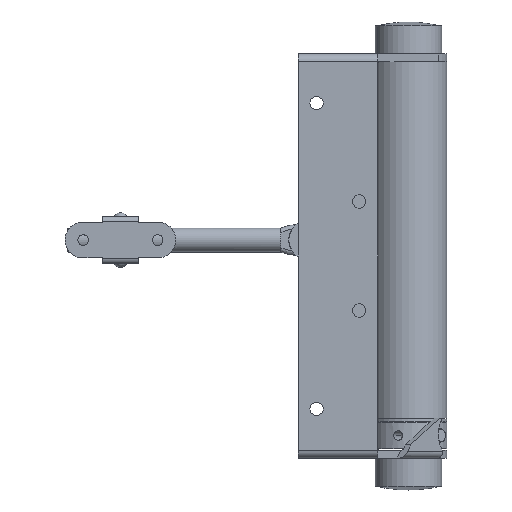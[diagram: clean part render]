
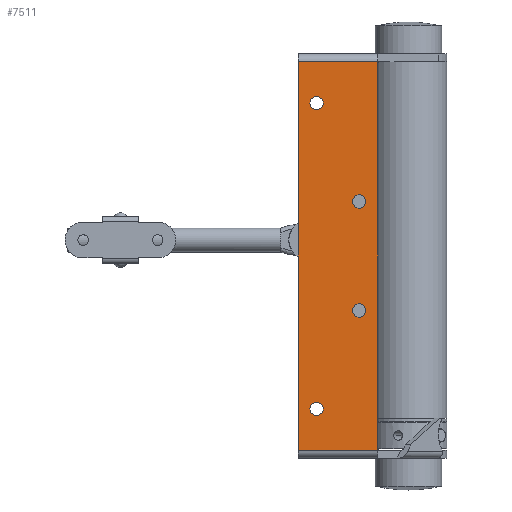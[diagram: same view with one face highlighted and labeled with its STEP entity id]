
A CAD part, front view. The second image highlights one B-rep face of the part: STEP entity #7511.
In plain terms, the highlighted planar face has unit normal (0, -1, 0).
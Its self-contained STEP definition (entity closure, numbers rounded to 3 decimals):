
#798 = CARTESIAN_POINT ( 'NONE',  ( 8., 0., -58. ) ) ;
#1406 = CARTESIAN_POINT ( 'NONE',  ( -8., 0., -18.5 ) ) ;
#1407 = AXIS2_PLACEMENT_3D ( 'NONE', #1406, #1409, #1462 ) ;
#1409 = DIRECTION ( 'NONE',  ( 0., 1., 0. ) ) ;
#1414 = CIRCLE ( 'NONE', #1407, 2.5 ) ;
#1462 = DIRECTION ( 'NONE',  ( 0., 0., 1. ) ) ;
#1728 = FACE_BOUND ( 'NONE', #9015, .T. ) ;
#1729 = FACE_BOUND ( 'NONE', #8928, .T. ) ;
#1735 = FACE_OUTER_BOUND ( 'NONE', #5337, .T. ) ;
#1736 = DIRECTION ( 'NONE',  ( 0., -1., 0. ) ) ;
#1737 = CARTESIAN_POINT ( 'NONE',  ( -15., 0., -152. ) ) ;
#1738 = FACE_BOUND ( 'NONE', #8992, .T. ) ;
#1780 = DIRECTION ( 'NONE',  ( 1., 0., 0. ) ) ;
#1787 = PLANE ( 'NONE',  #1796 ) ;
#1795 = FACE_BOUND ( 'NONE', #9025, .T. ) ;
#1796 = AXIS2_PLACEMENT_3D ( 'NONE', #1737, #1736, #1780 ) ;
#3381 = CIRCLE ( 'NONE', #3412, 2.5 ) ;
#3406 = CARTESIAN_POINT ( 'NONE',  ( -8., 0., -21. ) ) ;
#3409 = DIRECTION ( 'NONE',  ( 0., 0., 1. ) ) ;
#3410 = DIRECTION ( 'NONE',  ( 0., 1., 0. ) ) ;
#3411 = CARTESIAN_POINT ( 'NONE',  ( -8., 0., -18.5 ) ) ;
#3412 = AXIS2_PLACEMENT_3D ( 'NONE', #3411, #3410, #3409 ) ;
#3420 = CARTESIAN_POINT ( 'NONE',  ( -8., 0., -16. ) ) ;
#3880 = CARTESIAN_POINT ( 'NONE',  ( 15., 0., -149. ) ) ;
#3881 = DIRECTION ( 'NONE',  ( 1., 0., 0. ) ) ;
#3882 = LINE ( 'NONE', #3880, #3883 ) ;
#3883 = VECTOR ( 'NONE', #3881, 1000. ) ;
#4405 = ORIENTED_EDGE ( 'NONE', *, *, #7008, .T. ) ;
#4415 = EDGE_CURVE ( 'NONE', #6971, #6912, #6231, .T. ) ;
#4419 = ORIENTED_EDGE ( 'NONE', *, *, #5247, .T. ) ;
#4706 = ORIENTED_EDGE ( 'NONE', *, *, #4766, .T. ) ;
#4766 = EDGE_CURVE ( 'NONE', #7027, #7041, #7060, .T. ) ;
#4957 = CARTESIAN_POINT ( 'NONE',  ( 15., 0., -3. ) ) ;
#4980 = CARTESIAN_POINT ( 'NONE',  ( -15., 0., -152. ) ) ;
#4981 = LINE ( 'NONE', #4980, #5017 ) ;
#5010 = DIRECTION ( 'NONE',  ( 0., 0., 1. ) ) ;
#5011 = VECTOR ( 'NONE', #5010, 1000. ) ;
#5012 = CARTESIAN_POINT ( 'NONE',  ( 15., 0., -152. ) ) ;
#5013 = LINE ( 'NONE', #5012, #5011 ) ;
#5016 = DIRECTION ( 'NONE',  ( 0., 0., 1. ) ) ;
#5017 = VECTOR ( 'NONE', #5016, 1000. ) ;
#5020 = CARTESIAN_POINT ( 'NONE',  ( 15., 0., -149. ) ) ;
#5131 = CARTESIAN_POINT ( 'NONE',  ( -15., 0., -149. ) ) ;
#5143 = CARTESIAN_POINT ( 'NONE',  ( -15., 0., -3. ) ) ;
#5247 = EDGE_CURVE ( 'NONE', #7074, #7028, #6708, .T. ) ;
#5261 = ORIENTED_EDGE ( 'NONE', *, *, #7108, .T. ) ;
#5333 = ORIENTED_EDGE ( 'NONE', *, *, #5541, .T. ) ;
#5337 = EDGE_LOOP ( 'NONE', ( #5338, #5333, #5563, #5635 ) ) ;
#5338 = ORIENTED_EDGE ( 'NONE', *, *, #8946, .F. ) ;
#5398 = ORIENTED_EDGE ( 'NONE', *, *, #7032, .T. ) ;
#5541 = EDGE_CURVE ( 'NONE', #9009, #8961, #3882, .T. ) ;
#5563 = ORIENTED_EDGE ( 'NONE', *, *, #8947, .T. ) ;
#5635 = ORIENTED_EDGE ( 'NONE', *, *, #5780, .T. ) ;
#5780 = EDGE_CURVE ( 'NONE', #8923, #9008, #9412, .T. ) ;
#6051 = AXIS2_PLACEMENT_3D ( 'NONE', #6068, #6122, #6210 ) ;
#6068 = CARTESIAN_POINT ( 'NONE',  ( 8., 0., -55.5 ) ) ;
#6122 = DIRECTION ( 'NONE',  ( 0., 1., 0. ) ) ;
#6210 = DIRECTION ( 'NONE',  ( 0., 0., 1. ) ) ;
#6231 = CIRCLE ( 'NONE', #6051, 2.5 ) ;
#6690 = DIRECTION ( 'NONE',  ( 0., 0., 1. ) ) ;
#6691 = DIRECTION ( 'NONE',  ( 0., 1., 0. ) ) ;
#6708 = CIRCLE ( 'NONE', #6710, 2.5 ) ;
#6710 = AXIS2_PLACEMENT_3D ( 'NONE', #6713, #6691, #6690 ) ;
#6713 = CARTESIAN_POINT ( 'NONE',  ( -8., 0., -133.5 ) ) ;
#6912 = VERTEX_POINT ( 'NONE', #798 ) ;
#6971 = VERTEX_POINT ( 'NONE', #7815 ) ;
#7008 = EDGE_CURVE ( 'NONE', #6912, #6971, #7848, .T. ) ;
#7027 = VERTEX_POINT ( 'NONE', #7883 ) ;
#7028 = VERTEX_POINT ( 'NONE', #7871 ) ;
#7032 = EDGE_CURVE ( 'NONE', #7028, #7074, #7865, .T. ) ;
#7037 = DIRECTION ( 'NONE',  ( 0., 1., 0. ) ) ;
#7038 = CARTESIAN_POINT ( 'NONE',  ( 8., 0., -96.5 ) ) ;
#7039 = AXIS2_PLACEMENT_3D ( 'NONE', #7038, #7037, #7084 ) ;
#7041 = VERTEX_POINT ( 'NONE', #7917 ) ;
#7060 = CIRCLE ( 'NONE', #7039, 2.5 ) ;
#7074 = VERTEX_POINT ( 'NONE', #7989 ) ;
#7084 = DIRECTION ( 'NONE',  ( 0., 0., 1. ) ) ;
#7108 = EDGE_CURVE ( 'NONE', #7041, #7027, #8000, .T. ) ;
#7217 = EDGE_CURVE ( 'NONE', #8415, #8416, #1414, .T. ) ;
#7220 = ORIENTED_EDGE ( 'NONE', *, *, #8413, .T. ) ;
#7242 = ORIENTED_EDGE ( 'NONE', *, *, #4415, .T. ) ;
#7502 = ORIENTED_EDGE ( 'NONE', *, *, #7217, .T. ) ;
#7511 = ADVANCED_FACE ( 'NONE', ( #1728, #1738, #1795, #1729, #1735 ), #1787, .T. ) ;
#7815 = CARTESIAN_POINT ( 'NONE',  ( 8., 0., -53. ) ) ;
#7827 = CARTESIAN_POINT ( 'NONE',  ( -8., 0., -133.5 ) ) ;
#7828 = DIRECTION ( 'NONE',  ( 0., 0., 1. ) ) ;
#7829 = DIRECTION ( 'NONE',  ( 0., 1., 0. ) ) ;
#7830 = CARTESIAN_POINT ( 'NONE',  ( 8., 0., -55.5 ) ) ;
#7841 = AXIS2_PLACEMENT_3D ( 'NONE', #7830, #7829, #7828 ) ;
#7848 = CIRCLE ( 'NONE', #7841, 2.5 ) ;
#7852 = DIRECTION ( 'NONE',  ( 0., 0., 1. ) ) ;
#7853 = DIRECTION ( 'NONE',  ( 0., 1., 0. ) ) ;
#7865 = CIRCLE ( 'NONE', #7870, 2.5 ) ;
#7870 = AXIS2_PLACEMENT_3D ( 'NONE', #7827, #7853, #7852 ) ;
#7871 = CARTESIAN_POINT ( 'NONE',  ( -8., 0., -136. ) ) ;
#7883 = CARTESIAN_POINT ( 'NONE',  ( 8., 0., -94. ) ) ;
#7917 = CARTESIAN_POINT ( 'NONE',  ( 8., 0., -99. ) ) ;
#7989 = CARTESIAN_POINT ( 'NONE',  ( -8., 0., -131. ) ) ;
#7993 = DIRECTION ( 'NONE',  ( 0., 0., 1. ) ) ;
#7994 = DIRECTION ( 'NONE',  ( 0., 1., 0. ) ) ;
#7995 = CARTESIAN_POINT ( 'NONE',  ( 8., 0., -96.5 ) ) ;
#7996 = AXIS2_PLACEMENT_3D ( 'NONE', #7995, #7994, #7993 ) ;
#8000 = CIRCLE ( 'NONE', #7996, 2.5 ) ;
#8413 = EDGE_CURVE ( 'NONE', #8416, #8415, #3381, .T. ) ;
#8415 = VERTEX_POINT ( 'NONE', #3420 ) ;
#8416 = VERTEX_POINT ( 'NONE', #3406 ) ;
#8923 = VERTEX_POINT ( 'NONE', #4957 ) ;
#8928 = EDGE_LOOP ( 'NONE', ( #4419, #5398 ) ) ;
#8946 = EDGE_CURVE ( 'NONE', #9009, #9008, #4981, .T. ) ;
#8947 = EDGE_CURVE ( 'NONE', #8961, #8923, #5013, .T. ) ;
#8961 = VERTEX_POINT ( 'NONE', #5020 ) ;
#8992 = EDGE_LOOP ( 'NONE', ( #7242, #4405 ) ) ;
#9008 = VERTEX_POINT ( 'NONE', #5143 ) ;
#9009 = VERTEX_POINT ( 'NONE', #5131 ) ;
#9015 = EDGE_LOOP ( 'NONE', ( #7502, #7220 ) ) ;
#9025 = EDGE_LOOP ( 'NONE', ( #4706, #5261 ) ) ;
#9412 = LINE ( 'NONE', #9518, #9524 ) ;
#9425 = DIRECTION ( 'NONE',  ( -1., 0., 0. ) ) ;
#9518 = CARTESIAN_POINT ( 'NONE',  ( -15., 0., -3. ) ) ;
#9524 = VECTOR ( 'NONE', #9425, 1000. ) ;
